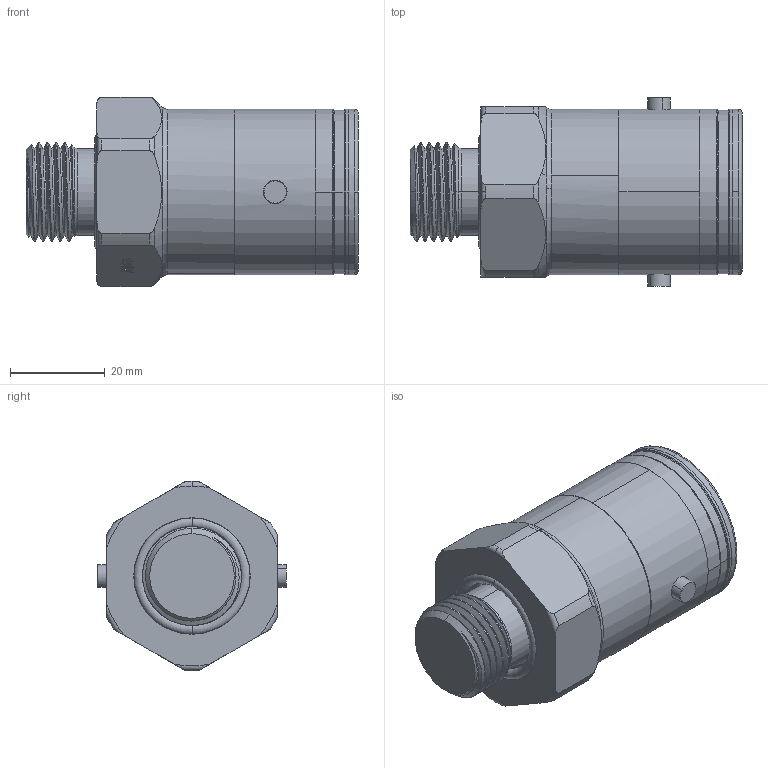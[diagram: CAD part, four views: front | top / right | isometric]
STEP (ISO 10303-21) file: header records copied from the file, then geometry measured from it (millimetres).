
FILE_DESCRIPTION (( 'STEP AP214' ), '1' );
FILE_NAME ('BBT 12S G12M-FV.STEP', '2025-01-20T07:11:32', ( 'Windows 蚚誧' ), ( '' ), 'SwSTEP 2.0', 'SolidWorks 2023', '' );
FILE_SCHEMA (( 'AUTOMOTIVE_DESIGN' ));
Length unit declared in the file: millimetre
Products named in the file (1): BBT 12S G12M-FV
Bounding box: 70.15 x 39.9 x 40 mm (x, y, z)
Volume: 59333.5 mm3; surface area: 10280.7 mm2
Topology: 1 solids, 2 shells, 397 faces, 1043 edges, 684 vertices
Faces by surface type: plane 162, bspline 128, cylinder 51, torus 42, cone 12, sphere 2
Entity records: 22626 total; most frequent: CARTESIAN_POINT 9385, ORIENTED_EDGE 2082, DIRECTION 1372, EDGE_CURVE 1041, VERTEX_POINT 684, LINE 550, VECTOR 550, EDGE_LOOP 435
